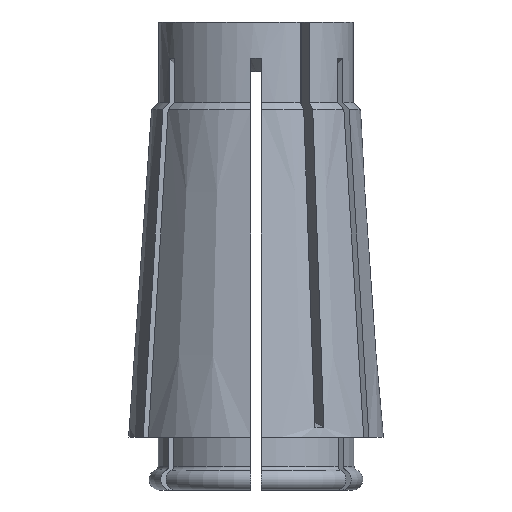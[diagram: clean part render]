
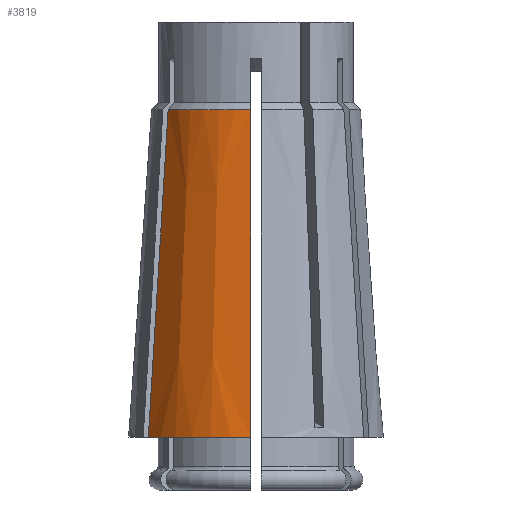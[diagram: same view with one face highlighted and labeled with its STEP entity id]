
A CAD part, front view. The second image highlights one B-rep face of the part: STEP entity #3819.
In plain terms, the highlighted conical face has half-angle 4 degrees and reference radius 12.28 mm.
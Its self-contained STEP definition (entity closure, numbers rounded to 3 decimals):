
#1 = EDGE_CURVE ( 'NONE', #2795, #2642, #434, .T. ) ;
#169 = CARTESIAN_POINT ( 'NONE',  ( -8.465, -5.465, -8.476 ) ) ;
#212 = VERTEX_POINT ( 'NONE', #169 ) ;
#269 = ORIENTED_EDGE ( 'NONE', *, *, #658, .F. ) ;
#367 = DIRECTION ( 'NONE',  ( 0., 0., -1. ) ) ;
#373 = EDGE_CURVE ( 'NONE', #3580, #212, #3296, .T. ) ;
#374 = AXIS2_PLACEMENT_3D ( 'NONE', #513, #2599, #794 ) ;
#380 = CARTESIAN_POINT ( 'NONE',  ( 0., 0., -40. ) ) ;
#434 = B_SPLINE_CURVE_WITH_KNOTS ( 'NONE', 3,
 ( #1848, #729, #752, #944, #1578, #955, #1898, #2158, #2377, #2727 ),
 .UNSPECIFIED., .F., .F.,
 ( 4, 3, 3, 4 ),
 ( 0.018, 0.022, 0.045, 0.05 ),
 .UNSPECIFIED. ) ;
#513 = CARTESIAN_POINT ( 'NONE',  ( 0., 0., -40. ) ) ;
#599 = CARTESIAN_POINT ( 'NONE',  ( -0.5, -12.27, -40. ) ) ;
#603 = AXIS2_PLACEMENT_3D ( 'NONE', #380, #367, #2454 ) ;
#658 = EDGE_CURVE ( 'NONE', #212, #2642, #3166, .T. ) ;
#729 = CARTESIAN_POINT ( 'NONE',  ( -0.5, -12.174, -38.627 ) ) ;
#752 = CARTESIAN_POINT ( 'NONE',  ( -0.5, -12.078, -37.254 ) ) ;
#794 = DIRECTION ( 'NONE',  ( 1., 0., 0. ) ) ;
#919 = ORIENTED_EDGE ( 'NONE', *, *, #1, .T. ) ;
#944 = CARTESIAN_POINT ( 'NONE',  ( -0.5, -11.982, -35.881 ) ) ;
#955 = CARTESIAN_POINT ( 'NONE',  ( -0.5, -10.938, -20.97 ) ) ;
#1032 = EDGE_LOOP ( 'NONE', ( #2329, #3127, #919, #269 ) ) ;
#1389 = CARTESIAN_POINT ( 'NONE',  ( -10.376, -6.568, -40. ) ) ;
#1441 = CARTESIAN_POINT ( 'NONE',  ( -9.913, -6.301, -32.366 ) ) ;
#1457 = CARTESIAN_POINT ( 'NONE',  ( -9.451, -6.034, -24.732 ) ) ;
#1468 = CARTESIAN_POINT ( 'NONE',  ( -8.988, -5.766, -17.097 ) ) ;
#1481 = CARTESIAN_POINT ( 'NONE',  ( -8.814, -5.666, -14.224 ) ) ;
#1513 = CARTESIAN_POINT ( 'NONE',  ( -8.639, -5.565, -11.35 ) ) ;
#1541 = CARTESIAN_POINT ( 'NONE',  ( -8.465, -5.465, -8.476 ) ) ;
#1578 = CARTESIAN_POINT ( 'NONE',  ( -0.5, -11.46, -28.425 ) ) ;
#1818 = CARTESIAN_POINT ( 'NONE',  ( -0.5, -10.063, -8.476 ) ) ;
#1848 = CARTESIAN_POINT ( 'NONE',  ( -0.5, -12.27, -40. ) ) ;
#1887 = AXIS2_PLACEMENT_3D ( 'NONE', #2200, #3489, #2276 ) ;
#1898 = CARTESIAN_POINT ( 'NONE',  ( -0.5, -10.416, -13.515 ) ) ;
#2158 = CARTESIAN_POINT ( 'NONE',  ( -0.5, -10.299, -11.835 ) ) ;
#2200 = CARTESIAN_POINT ( 'NONE',  ( 0., 0., -8.476 ) ) ;
#2276 = DIRECTION ( 'NONE',  ( 1., 0., 0. ) ) ;
#2329 = ORIENTED_EDGE ( 'NONE', *, *, #373, .F. ) ;
#2377 = CARTESIAN_POINT ( 'NONE',  ( -0.5, -10.181, -10.156 ) ) ;
#2454 = DIRECTION ( 'NONE',  ( -1., 0., 0. ) ) ;
#2599 = DIRECTION ( 'NONE',  ( 0., 0., 1. ) ) ;
#2642 = VERTEX_POINT ( 'NONE', #1818 ) ;
#2727 = CARTESIAN_POINT ( 'NONE',  ( -0.5, -10.063, -8.476 ) ) ;
#2795 = VERTEX_POINT ( 'NONE', #599 ) ;
#3127 = ORIENTED_EDGE ( 'NONE', *, *, #3218, .T. ) ;
#3166 = CIRCLE ( 'NONE', #1887, 10.076 ) ;
#3218 = EDGE_CURVE ( 'NONE', #3580, #2795, #3542, .T. ) ;
#3296 = B_SPLINE_CURVE_WITH_KNOTS ( 'NONE', 3,
 ( #1389, #1441, #1457, #1468, #1481, #1513, #1541 ),
 .UNSPECIFIED., .F., .F.,
 ( 4, 3, 4 ),
 ( 0., 0.023, 0.032 ),
 .UNSPECIFIED. ) ;
#3489 = DIRECTION ( 'NONE',  ( 0., 0., 1. ) ) ;
#3537 = CONICAL_SURFACE ( 'NONE', #603, 12.28, 0.07 ) ;
#3542 = CIRCLE ( 'NONE', #374, 12.28 ) ;
#3580 = VERTEX_POINT ( 'NONE', #3790 ) ;
#3636 = FACE_OUTER_BOUND ( 'NONE', #1032, .T. ) ;
#3790 = CARTESIAN_POINT ( 'NONE',  ( -10.376, -6.568, -40. ) ) ;
#3819 = ADVANCED_FACE ( 'NONE', ( #3636 ), #3537, .T. ) ;
